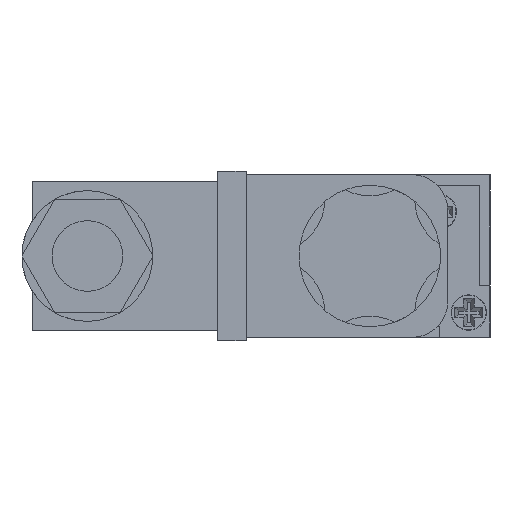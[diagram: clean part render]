
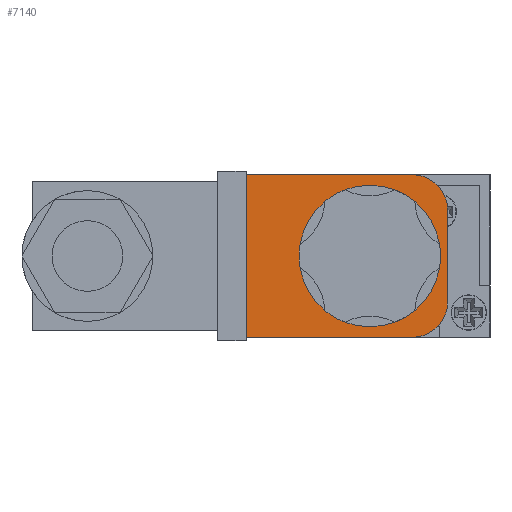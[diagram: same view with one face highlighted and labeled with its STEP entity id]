
A CAD part, left-side view. The second image highlights one B-rep face of the part: STEP entity #7140.
In plain terms, the highlighted face is planar.
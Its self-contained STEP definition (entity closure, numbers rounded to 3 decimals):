
#288 = CARTESIAN_POINT ( 'NONE',  ( 0., 14.25, 11.5 ) ) ;
#393 = CARTESIAN_POINT ( 'NONE',  ( 0., -9.25, 11.5 ) ) ;
#443 = CARTESIAN_POINT ( 'NONE',  ( 0., -3.25, 10. ) ) ;
#452 = CARTESIAN_POINT ( 'NONE',  ( 0., -9.25, -11.5 ) ) ;
#457 = CARTESIAN_POINT ( 'NONE',  ( 0., -14.25, 6.5 ) ) ;
#467 = CARTESIAN_POINT ( 'NONE',  ( 0., 14.25, -11.5 ) ) ;
#473 = CARTESIAN_POINT ( 'NONE',  ( 0., -3.25, -10. ) ) ;
#539 = PLANE ( 'NONE',  #5217 ) ;
#540 = DIRECTION ( 'NONE',  ( 1., 0., 0. ) ) ;
#541 = DIRECTION ( 'NONE',  ( 0., 0., -1. ) ) ;
#588 = CARTESIAN_POINT ( 'NONE',  ( 0., -14.25, -6.5 ) ) ;
#632 = CARTESIAN_POINT ( 'NONE',  ( 0., -9.25, 6.5 ) ) ;
#1027 = DIRECTION ( 'NONE',  ( 0., 0., 1. ) ) ;
#1028 = DIRECTION ( 'NONE',  ( -1., 0., 0. ) ) ;
#1029 = CARTESIAN_POINT ( 'NONE',  ( 0., -3.25, 0. ) ) ;
#1530 = DIRECTION ( 'NONE',  ( 0., -1., 0. ) ) ;
#1531 = CARTESIAN_POINT ( 'NONE',  ( 0., -9.25, 11.5 ) ) ;
#1748 = DIRECTION ( 'NONE',  ( 0., 0., 1. ) ) ;
#1749 = DIRECTION ( 'NONE',  ( -1., 0., 0. ) ) ;
#1752 = CARTESIAN_POINT ( 'NONE',  ( 0., -3.25, 0. ) ) ;
#1755 = DIRECTION ( 'NONE',  ( 0., 0., -1. ) ) ;
#1757 = CARTESIAN_POINT ( 'NONE',  ( 0., -14.25, 6.5 ) ) ;
#1763 = DIRECTION ( 'NONE',  ( 0., 0., -1. ) ) ;
#1765 = DIRECTION ( 'NONE',  ( 1., 0., 0. ) ) ;
#1767 = CARTESIAN_POINT ( 'NONE',  ( 0., -9.25, 6.5 ) ) ;
#2505 = AXIS2_PLACEMENT_3D ( 'NONE', #1029, #1028, #1027 ) ;
#2581 = AXIS2_PLACEMENT_3D ( 'NONE', #1767, #1765, #1763 ) ;
#2582 = AXIS2_PLACEMENT_3D ( 'NONE', #1752, #1749, #1748 ) ;
#2914 = FACE_OUTER_BOUND ( 'NONE', #3817, .T. ) ;
#2915 = FACE_BOUND ( 'NONE', #3828, .T. ) ;
#3410 = CIRCLE ( 'NONE', #2505, 10. ) ;
#3817 = EDGE_LOOP ( 'NONE', ( #6957, #6958, #6959, #6960, #6961, #6962 ) ) ;
#3828 = EDGE_LOOP ( 'NONE', ( #6963, #6964 ) ) ;
#4182 = CIRCLE ( 'NONE', #5110, 5. ) ;
#4386 = LINE ( 'NONE', #8658, #4388 ) ;
#4388 = VECTOR ( 'NONE', #8655, 1000. ) ;
#4392 = LINE ( 'NONE', #8647, #4393 ) ;
#4393 = VECTOR ( 'NONE', #8646, 1000. ) ;
#4721 = EDGE_CURVE ( 'NONE', #5802, #5914, #4182, .T. ) ;
#4855 = EDGE_CURVE ( 'NONE', #5850, #6102, #4386, .T. ) ;
#4858 = EDGE_CURVE ( 'NONE', #5914, #5850, #4392, .T. ) ;
#5110 = AXIS2_PLACEMENT_3D ( 'NONE', #5985, #5983, #5982 ) ;
#5217 = AXIS2_PLACEMENT_3D ( 'NONE', #632, #540, #541 ) ;
#5802 = VERTEX_POINT ( 'NONE', #588 ) ;
#5831 = VERTEX_POINT ( 'NONE', #473 ) ;
#5850 = VERTEX_POINT ( 'NONE', #467 ) ;
#5890 = VERTEX_POINT ( 'NONE', #457 ) ;
#5914 = VERTEX_POINT ( 'NONE', #452 ) ;
#5937 = VERTEX_POINT ( 'NONE', #443 ) ;
#5982 = DIRECTION ( 'NONE',  ( 0., 0., 1. ) ) ;
#5983 = DIRECTION ( 'NONE',  ( 1., 0., 0. ) ) ;
#5985 = CARTESIAN_POINT ( 'NONE',  ( 0., -9.25, -6.5 ) ) ;
#6102 = VERTEX_POINT ( 'NONE', #288 ) ;
#6199 = VERTEX_POINT ( 'NONE', #393 ) ;
#6957 = ORIENTED_EDGE ( 'NONE', *, *, #4858, .T. ) ;
#6958 = ORIENTED_EDGE ( 'NONE', *, *, #4855, .T. ) ;
#6959 = ORIENTED_EDGE ( 'NONE', *, *, #9066, .T. ) ;
#6960 = ORIENTED_EDGE ( 'NONE', *, *, #8928, .T. ) ;
#6961 = ORIENTED_EDGE ( 'NONE', *, *, #8929, .T. ) ;
#6962 = ORIENTED_EDGE ( 'NONE', *, *, #4721, .T. ) ;
#6963 = ORIENTED_EDGE ( 'NONE', *, *, #8723, .T. ) ;
#6964 = ORIENTED_EDGE ( 'NONE', *, *, #8930, .T. ) ;
#7140 = ADVANCED_FACE ( 'NONE', ( #2914, #2915 ), #539, .T. ) ;
#8646 = DIRECTION ( 'NONE',  ( 0., 1., 0. ) ) ;
#8647 = CARTESIAN_POINT ( 'NONE',  ( 0., -9.25, -11.5 ) ) ;
#8655 = DIRECTION ( 'NONE',  ( 0., 0., 1. ) ) ;
#8658 = CARTESIAN_POINT ( 'NONE',  ( 0., 14.25, 11.5 ) ) ;
#8723 = EDGE_CURVE ( 'NONE', #5937, #5831, #3410, .T. ) ;
#8928 = EDGE_CURVE ( 'NONE', #6199, #5890, #9394, .T. ) ;
#8929 = EDGE_CURVE ( 'NONE', #5890, #5802, #9393, .T. ) ;
#8930 = EDGE_CURVE ( 'NONE', #5831, #5937, #9397, .T. ) ;
#9066 = EDGE_CURVE ( 'NONE', #6102, #6199, #9614, .T. ) ;
#9393 = LINE ( 'NONE', #1757, #9395 ) ;
#9394 = CIRCLE ( 'NONE', #2581, 5. ) ;
#9395 = VECTOR ( 'NONE', #1755, 1000. ) ;
#9397 = CIRCLE ( 'NONE', #2582, 10. ) ;
#9614 = LINE ( 'NONE', #1531, #9616 ) ;
#9616 = VECTOR ( 'NONE', #1530, 1000. ) ;
